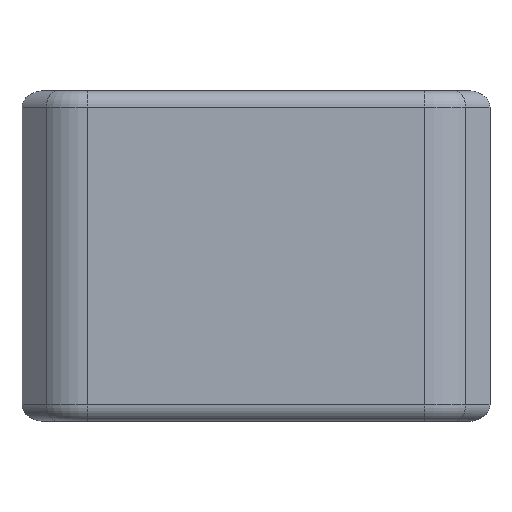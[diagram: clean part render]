
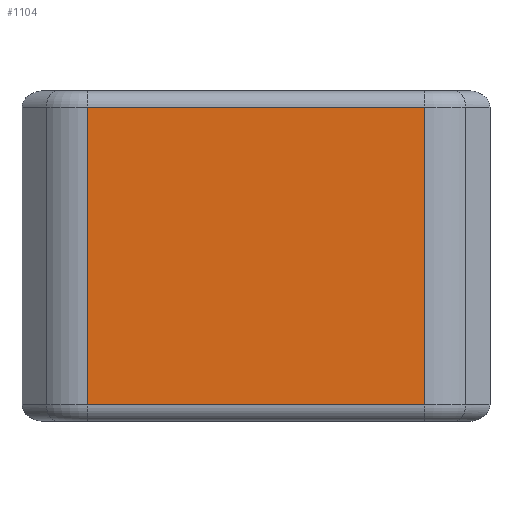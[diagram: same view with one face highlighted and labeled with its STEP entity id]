
A CAD part, top view. The second image highlights one B-rep face of the part: STEP entity #1104.
In plain terms, the highlighted face is planar.
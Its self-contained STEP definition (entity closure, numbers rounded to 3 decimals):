
#124=FACE_OUTER_BOUND('',#184,.T.);
#184=EDGE_LOOP('',(#880,#881,#882,#883));
#305=LINE('',#1901,#415);
#306=LINE('',#1906,#416);
#307=LINE('',#1908,#417);
#308=LINE('',#1909,#418);
#415=VECTOR('',#1495,1000.);
#416=VECTOR('',#1502,1000.);
#417=VECTOR('',#1503,1000.);
#418=VECTOR('',#1504,1000.);
#539=VERTEX_POINT('',#1899);
#540=VERTEX_POINT('',#1900);
#541=VERTEX_POINT('',#1905);
#542=VERTEX_POINT('',#1907);
#674=EDGE_CURVE('',#539,#540,#305,.T.);
#677=EDGE_CURVE('',#540,#541,#306,.T.);
#678=EDGE_CURVE('',#542,#541,#307,.T.);
#679=EDGE_CURVE('',#542,#539,#308,.F.);
#880=ORIENTED_EDGE('',*,*,#674,.T.);
#881=ORIENTED_EDGE('',*,*,#677,.T.);
#882=ORIENTED_EDGE('',*,*,#678,.F.);
#883=ORIENTED_EDGE('',*,*,#679,.T.);
#1065=PLANE('',#1244);
#1104=ADVANCED_FACE('',(#124),#1065,.F.);
#1244=AXIS2_PLACEMENT_3D('',#1904,#1500,#1501);
#1495=DIRECTION('',(0.,0.,-1.));
#1500=DIRECTION('center_axis',(0.,-1.,0.));
#1501=DIRECTION('ref_axis',(0.,0.,-1.));
#1502=DIRECTION('',(-1.,0.,0.));
#1503=DIRECTION('',(0.,0.,-1.));
#1504=DIRECTION('',(-1.,0.,0.));
#1899=CARTESIAN_POINT('',(20.385,5.,18.));
#1900=CARTESIAN_POINT('',(20.385,5.,-18.));
#1901=CARTESIAN_POINT('',(20.385,5.,20.));
#1904=CARTESIAN_POINT('Origin',(20.385,5.,20.));
#1905=CARTESIAN_POINT('',(-20.385,5.,-18.));
#1906=CARTESIAN_POINT('',(20.385,5.,-18.));
#1907=CARTESIAN_POINT('',(-20.385,5.,18.));
#1908=CARTESIAN_POINT('',(-20.385,5.,20.));
#1909=CARTESIAN_POINT('',(20.385,5.,18.));
